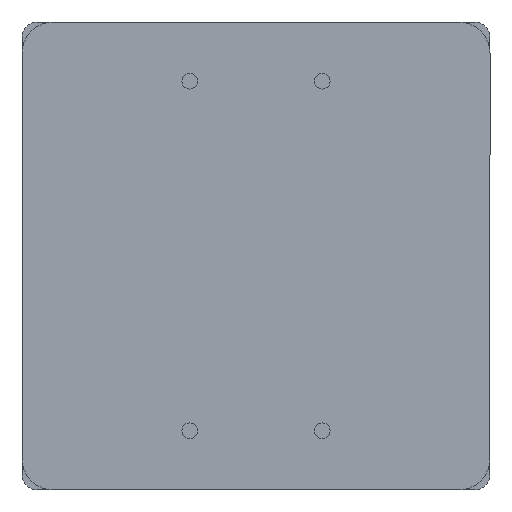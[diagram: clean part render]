
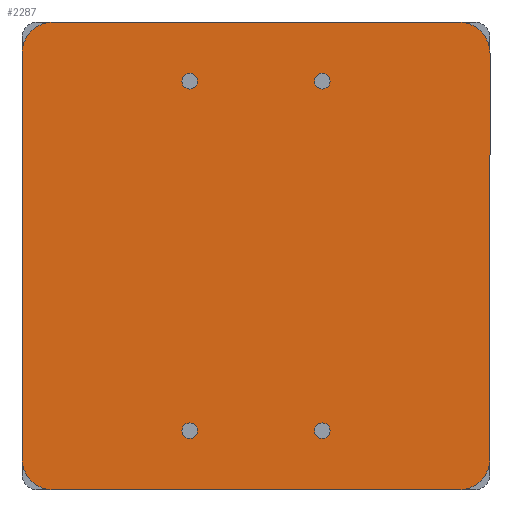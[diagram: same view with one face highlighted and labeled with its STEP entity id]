
A CAD part, front view. The second image highlights one B-rep face of the part: STEP entity #2287.
In plain terms, the highlighted planar face has unit normal (0, -1, 0).
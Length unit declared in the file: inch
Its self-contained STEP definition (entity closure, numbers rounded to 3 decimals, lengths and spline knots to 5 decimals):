
#3 = DIRECTION ( 'NONE',  ( 0., 1., 0. ) ) ;
#11 = EDGE_CURVE ( 'NONE', #297, #834, #2107, .T. ) ;
#31 = AXIS2_PLACEMENT_3D ( 'NONE', #1931, #3, #612 ) ;
#40 = EDGE_CURVE ( 'NONE', #1859, #1496, #2421, .T. ) ;
#57 = DIRECTION ( 'NONE',  ( 0., -1., 0. ) ) ;
#66 = CARTESIAN_POINT ( 'NONE',  ( 6.86362, 4.74902, 5.39241 ) ) ;
#161 = ORIENTED_EDGE ( 'NONE', *, *, #835, .T. ) ;
#178 = CIRCLE ( 'NONE', #507, 0.19685 ) ;
#186 = VECTOR ( 'NONE', #2026, 39.37008 ) ;
#201 = EDGE_CURVE ( 'NONE', #1562, #2354, #1787, .T. ) ;
#219 = CARTESIAN_POINT ( 'NONE',  ( 2.63133, 4.74902, 14.72463 ) ) ;
#263 = CARTESIAN_POINT ( 'NONE',  ( -0.71513, 4.74902, 14.92148 ) ) ;
#285 = CARTESIAN_POINT ( 'NONE',  ( 2.63133, 4.74902, 14.92148 ) ) ;
#297 = VERTEX_POINT ( 'NONE', #1351 ) ;
#328 = LINE ( 'NONE', #1326, #2062 ) ;
#341 = VERTEX_POINT ( 'NONE', #2286 ) ;
#352 = CARTESIAN_POINT ( 'NONE',  ( -4.16001, 4.74902, 15.62863 ) ) ;
#358 = ORIENTED_EDGE ( 'NONE', *, *, #40, .F. ) ;
#394 = AXIS2_PLACEMENT_3D ( 'NONE', #882, #1462, #2233 ) ;
#410 = CARTESIAN_POINT ( 'NONE',  ( -0.71513, 4.74902, 14.92148 ) ) ;
#413 = EDGE_CURVE ( 'NONE', #341, #1496, #1957, .T. ) ;
#416 = CARTESIAN_POINT ( 'NONE',  ( 6.07621, 4.74902, 4.60501 ) ) ;
#418 = DIRECTION ( 'NONE',  ( 1., 0., 0. ) ) ;
#420 = ORIENTED_EDGE ( 'NONE', *, *, #1212, .T. ) ;
#471 = DIRECTION ( 'NONE',  ( 0., 1., 0. ) ) ;
#502 = EDGE_CURVE ( 'NONE', #2354, #1562, #2278, .T. ) ;
#507 = AXIS2_PLACEMENT_3D ( 'NONE', #1725, #749, #1530 ) ;
#522 = ORIENTED_EDGE ( 'NONE', *, *, #2395, .T. ) ;
#537 = CARTESIAN_POINT ( 'NONE',  ( 6.86362, 4.74902, 10.51105 ) ) ;
#539 = EDGE_CURVE ( 'NONE', #1412, #675, #1777, .T. ) ;
#557 = FACE_BOUND ( 'NONE', #1421, .T. ) ;
#560 = EDGE_CURVE ( 'NONE', #675, #1680, #1498, .T. ) ;
#584 = FACE_OUTER_BOUND ( 'NONE', #2036, .T. ) ;
#592 = EDGE_CURVE ( 'NONE', #1680, #2294, #2288, .T. ) ;
#598 = CARTESIAN_POINT ( 'NONE',  ( -0.71513, 4.74902, 6.10095 ) ) ;
#609 = EDGE_CURVE ( 'NONE', #341, #1320, #328, .T. ) ;
#612 = DIRECTION ( 'NONE',  ( 0., 0., 1. ) ) ;
#613 = VERTEX_POINT ( 'NONE', #2302 ) ;
#657 = DIRECTION ( 'NONE',  ( 0., 0., 1. ) ) ;
#675 = VERTEX_POINT ( 'NONE', #416 ) ;
#682 = EDGE_LOOP ( 'NONE', ( #420, #802 ) ) ;
#691 = ORIENTED_EDGE ( 'NONE', *, *, #539, .T. ) ;
#697 = CARTESIAN_POINT ( 'NONE',  ( 2.63133, 4.74902, 5.90519 ) ) ;
#716 = AXIS2_PLACEMENT_3D ( 'NONE', #263, #1429, #1236 ) ;
#733 = DIRECTION ( 'NONE',  ( 0., 0., 1. ) ) ;
#746 = CARTESIAN_POINT ( 'NONE',  ( 6.86362, 4.74902, 15.62863 ) ) ;
#749 = DIRECTION ( 'NONE',  ( 0., 1., 0. ) ) ;
#758 = CARTESIAN_POINT ( 'NONE',  ( -4.94741, 4.74902, 15.62863 ) ) ;
#776 = DIRECTION ( 'NONE',  ( 0., 1., 0. ) ) ;
#778 = EDGE_CURVE ( 'NONE', #841, #1683, #178, .T. ) ;
#802 = ORIENTED_EDGE ( 'NONE', *, *, #2434, .T. ) ;
#834 = VERTEX_POINT ( 'NONE', #2170 ) ;
#835 = EDGE_CURVE ( 'NONE', #834, #297, #2063, .T. ) ;
#841 = VERTEX_POINT ( 'NONE', #219 ) ;
#880 = AXIS2_PLACEMENT_3D ( 'NONE', #352, #2095, #1932 ) ;
#882 = CARTESIAN_POINT ( 'NONE',  ( 6.07621, 4.74902, 5.39241 ) ) ;
#903 = AXIS2_PLACEMENT_3D ( 'NONE', #1406, #2042, #1419 ) ;
#920 = CIRCLE ( 'NONE', #2490, 0.19685 ) ;
#924 = AXIS2_PLACEMENT_3D ( 'NONE', #1237, #2455, #1628 ) ;
#1046 = AXIS2_PLACEMENT_3D ( 'NONE', #598, #1753, #2347 ) ;
#1088 = DIRECTION ( 'NONE',  ( 0., 0., 1. ) ) ;
#1093 = CARTESIAN_POINT ( 'NONE',  ( 6.07621, 4.74902, 16.41603 ) ) ;
#1117 = EDGE_LOOP ( 'NONE', ( #2275, #1261 ) ) ;
#1133 = CARTESIAN_POINT ( 'NONE',  ( -4.94741, 4.74902, 5.39241 ) ) ;
#1142 = CARTESIAN_POINT ( 'NONE',  ( 2.63133, 4.74902, 6.10204 ) ) ;
#1145 = VERTEX_POINT ( 'NONE', #697 ) ;
#1157 = FACE_BOUND ( 'NONE', #1117, .T. ) ;
#1190 = CARTESIAN_POINT ( 'NONE',  ( -0.71513, 4.74902, 5.9041 ) ) ;
#1192 = EDGE_LOOP ( 'NONE', ( #2085, #161 ) ) ;
#1194 = DIRECTION ( 'NONE',  ( 0., 1., 0. ) ) ;
#1212 = EDGE_CURVE ( 'NONE', #1145, #613, #920, .T. ) ;
#1226 = ORIENTED_EDGE ( 'NONE', *, *, #413, .T. ) ;
#1236 = DIRECTION ( 'NONE',  ( 0., 0., 1. ) ) ;
#1237 = CARTESIAN_POINT ( 'NONE',  ( -4.16001, 4.74902, 5.39241 ) ) ;
#1261 = ORIENTED_EDGE ( 'NONE', *, *, #201, .T. ) ;
#1320 = VERTEX_POINT ( 'NONE', #1093 ) ;
#1326 = CARTESIAN_POINT ( 'NONE',  ( 2.34439, 4.74902, 16.41603 ) ) ;
#1351 = CARTESIAN_POINT ( 'NONE',  ( -0.71513, 4.74902, 14.72463 ) ) ;
#1395 = FACE_BOUND ( 'NONE', #682, .T. ) ;
#1406 = CARTESIAN_POINT ( 'NONE',  ( 2.63133, 4.74902, 6.10204 ) ) ;
#1412 = VERTEX_POINT ( 'NONE', #1653 ) ;
#1419 = DIRECTION ( 'NONE',  ( 0., 0., 1. ) ) ;
#1421 = EDGE_LOOP ( 'NONE', ( #1863, #2298 ) ) ;
#1429 = DIRECTION ( 'NONE',  ( 0., 1., 0. ) ) ;
#1438 = CARTESIAN_POINT ( 'NONE',  ( -4.94741, 4.74902, 10.51105 ) ) ;
#1462 = DIRECTION ( 'NONE',  ( 0., -1., 0. ) ) ;
#1496 = VERTEX_POINT ( 'NONE', #758 ) ;
#1498 = CIRCLE ( 'NONE', #394, 0.7874 ) ;
#1500 = AXIS2_PLACEMENT_3D ( 'NONE', #285, #471, #2060 ) ;
#1530 = DIRECTION ( 'NONE',  ( 0., 0., 1. ) ) ;
#1562 = VERTEX_POINT ( 'NONE', #1974 ) ;
#1602 = EDGE_CURVE ( 'NONE', #1683, #841, #2284, .T. ) ;
#1628 = DIRECTION ( 'NONE',  ( 0., 0., 1. ) ) ;
#1653 = CARTESIAN_POINT ( 'NONE',  ( -4.16001, 4.74902, 4.60501 ) ) ;
#1655 = ORIENTED_EDGE ( 'NONE', *, *, #1668, .T. ) ;
#1658 = VECTOR ( 'NONE', #418, 39.37008 ) ;
#1668 = EDGE_CURVE ( 'NONE', #1859, #1412, #2035, .T. ) ;
#1680 = VERTEX_POINT ( 'NONE', #66 ) ;
#1683 = VERTEX_POINT ( 'NONE', #2246 ) ;
#1685 = CIRCLE ( 'NONE', #903, 0.19685 ) ;
#1722 = AXIS2_PLACEMENT_3D ( 'NONE', #1752, #57, #657 ) ;
#1725 = CARTESIAN_POINT ( 'NONE',  ( 2.63133, 4.74902, 14.92148 ) ) ;
#1737 = VECTOR ( 'NONE', #733, 39.37008 ) ;
#1752 = CARTESIAN_POINT ( 'NONE',  ( 6.07621, 4.74902, 15.62863 ) ) ;
#1753 = DIRECTION ( 'NONE',  ( 0., 1., 0. ) ) ;
#1777 = LINE ( 'NONE', #1794, #1658 ) ;
#1786 = AXIS2_PLACEMENT_3D ( 'NONE', #2009, #2222, #1088 ) ;
#1787 = CIRCLE ( 'NONE', #1786, 0.19685 ) ;
#1794 = CARTESIAN_POINT ( 'NONE',  ( 2.34439, 4.74902, 4.60501 ) ) ;
#1859 = VERTEX_POINT ( 'NONE', #1133 ) ;
#1863 = ORIENTED_EDGE ( 'NONE', *, *, #778, .T. ) ;
#1930 = CIRCLE ( 'NONE', #1722, 0.7874 ) ;
#1931 = CARTESIAN_POINT ( 'NONE',  ( 2.34439, 4.74902, 10.51105 ) ) ;
#1932 = DIRECTION ( 'NONE',  ( 0., 0., 1. ) ) ;
#1937 = ORIENTED_EDGE ( 'NONE', *, *, #592, .T. ) ;
#1945 = PLANE ( 'NONE',  #31 ) ;
#1957 = CIRCLE ( 'NONE', #880, 0.7874 ) ;
#1974 = CARTESIAN_POINT ( 'NONE',  ( -0.71513, 4.74902, 6.2978 ) ) ;
#1981 = DIRECTION ( 'NONE',  ( 0., 0., 1. ) ) ;
#2009 = CARTESIAN_POINT ( 'NONE',  ( -0.71513, 4.74902, 6.10095 ) ) ;
#2026 = DIRECTION ( 'NONE',  ( 0., 0., 1. ) ) ;
#2035 = CIRCLE ( 'NONE', #924, 0.7874 ) ;
#2036 = EDGE_LOOP ( 'NONE', ( #358, #1655, #691, #2491, #1937, #522, #2244, #1226 ) ) ;
#2042 = DIRECTION ( 'NONE',  ( 0., 1., 0. ) ) ;
#2060 = DIRECTION ( 'NONE',  ( 0., 0., 1. ) ) ;
#2062 = VECTOR ( 'NONE', #2314, 39.37008 ) ;
#2063 = CIRCLE ( 'NONE', #2195, 0.19685 ) ;
#2085 = ORIENTED_EDGE ( 'NONE', *, *, #11, .T. ) ;
#2095 = DIRECTION ( 'NONE',  ( 0., -1., 0. ) ) ;
#2107 = CIRCLE ( 'NONE', #716, 0.19685 ) ;
#2170 = CARTESIAN_POINT ( 'NONE',  ( -0.71513, 4.74902, 15.11833 ) ) ;
#2195 = AXIS2_PLACEMENT_3D ( 'NONE', #410, #1194, #1981 ) ;
#2222 = DIRECTION ( 'NONE',  ( 0., 1., 0. ) ) ;
#2233 = DIRECTION ( 'NONE',  ( 0., 0., 1. ) ) ;
#2244 = ORIENTED_EDGE ( 'NONE', *, *, #609, .F. ) ;
#2246 = CARTESIAN_POINT ( 'NONE',  ( 2.63133, 4.74902, 15.11833 ) ) ;
#2275 = ORIENTED_EDGE ( 'NONE', *, *, #502, .T. ) ;
#2278 = CIRCLE ( 'NONE', #1046, 0.19685 ) ;
#2284 = CIRCLE ( 'NONE', #1500, 0.19685 ) ;
#2286 = CARTESIAN_POINT ( 'NONE',  ( -4.16001, 4.74902, 16.41603 ) ) ;
#2287 = ADVANCED_FACE ( 'NONE', ( #1157, #557, #1395, #2318, #584 ), #1945, .F. ) ;
#2288 = LINE ( 'NONE', #537, #1737 ) ;
#2294 = VERTEX_POINT ( 'NONE', #746 ) ;
#2298 = ORIENTED_EDGE ( 'NONE', *, *, #1602, .T. ) ;
#2302 = CARTESIAN_POINT ( 'NONE',  ( 2.63133, 4.74902, 6.29889 ) ) ;
#2314 = DIRECTION ( 'NONE',  ( 1., 0., 0. ) ) ;
#2318 = FACE_BOUND ( 'NONE', #1192, .T. ) ;
#2347 = DIRECTION ( 'NONE',  ( 0., 0., 1. ) ) ;
#2354 = VERTEX_POINT ( 'NONE', #1190 ) ;
#2359 = DIRECTION ( 'NONE',  ( 0., 0., 1. ) ) ;
#2395 = EDGE_CURVE ( 'NONE', #2294, #1320, #1930, .T. ) ;
#2421 = LINE ( 'NONE', #1438, #186 ) ;
#2434 = EDGE_CURVE ( 'NONE', #613, #1145, #1685, .T. ) ;
#2455 = DIRECTION ( 'NONE',  ( 0., -1., 0. ) ) ;
#2490 = AXIS2_PLACEMENT_3D ( 'NONE', #1142, #776, #2359 ) ;
#2491 = ORIENTED_EDGE ( 'NONE', *, *, #560, .T. ) ;
